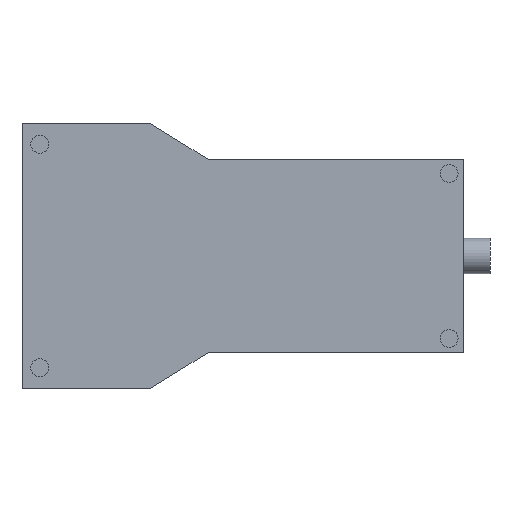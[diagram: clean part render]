
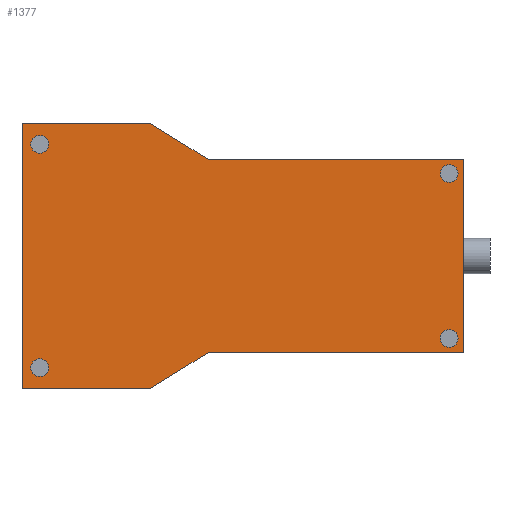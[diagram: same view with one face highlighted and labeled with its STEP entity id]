
A CAD part, front view. The second image highlights one B-rep face of the part: STEP entity #1377.
In plain terms, the highlighted planar face has unit normal (0, -1, 0).
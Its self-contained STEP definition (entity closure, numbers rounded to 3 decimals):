
#1174=CARTESIAN_POINT('',(249.0,0.0,20.5));
#1175=VERTEX_POINT('',#1174);
#1182=CARTESIAN_POINT('',(105.0,0.0,20.5));
#1183=VERTEX_POINT('',#1182);
#1184=CARTESIAN_POINT('',(249.0,0.0,20.5));
#1185=DIRECTION('',(-1.0,0.0,0.0));
#1186=VECTOR('',#1185,144.0);
#1187=LINE('',#1184,#1186);
#1188=EDGE_CURVE('',#1175,#1183,#1187,.T.);
#1204=CARTESIAN_POINT('',(249.0,0.,129.5));
#1205=VERTEX_POINT('',#1204);
#1212=CARTESIAN_POINT('',(249.0,0.,129.5));
#1213=DIRECTION('',(0.0,0.0,-1.0));
#1214=VECTOR('',#1213,109.0);
#1215=LINE('',#1212,#1214);
#1216=EDGE_CURVE('',#1205,#1175,#1215,.T.);
#1229=CARTESIAN_POINT('',(105.0,0.,129.5));
#1230=VERTEX_POINT('',#1229);
#1237=CARTESIAN_POINT('',(105.0,0.,129.5));
#1238=DIRECTION('',(1.0,0.0,0.0));
#1239=VECTOR('',#1238,144.0);
#1240=LINE('',#1237,#1239);
#1241=EDGE_CURVE('',#1230,#1205,#1240,.T.);
#1255=CARTESIAN_POINT('',(72.0,0.,150.0));
#1256=VERTEX_POINT('',#1255);
#1263=CARTESIAN_POINT('',(72.0,0.,150.0));
#1264=DIRECTION('',(0.849,0.,-0.528));
#1265=VECTOR('',#1264,38.849);
#1266=LINE('',#1263,#1265);
#1267=EDGE_CURVE('',#1256,#1230,#1266,.T.);
#1279=CARTESIAN_POINT('',(0.0,0.,150.0));
#1280=VERTEX_POINT('',#1279);
#1287=CARTESIAN_POINT('',(0.0,0.,150.0));
#1288=DIRECTION('',(1.0,0.0,0.0));
#1289=VECTOR('',#1288,72.0);
#1290=LINE('',#1287,#1289);
#1291=EDGE_CURVE('',#1280,#1256,#1290,.T.);
#1303=CARTESIAN_POINT('',(0.0,0.0,0.0));
#1304=VERTEX_POINT('',#1303);
#1311=CARTESIAN_POINT('',(0.0,0.0,0.0));
#1312=DIRECTION('',(0.0,0.0,1.0));
#1313=VECTOR('',#1312,150.0);
#1314=LINE('',#1311,#1313);
#1315=EDGE_CURVE('',#1304,#1280,#1314,.T.);
#1327=CARTESIAN_POINT('',(72.0,0.0,0.0));
#1328=VERTEX_POINT('',#1327);
#1335=CARTESIAN_POINT('',(72.0,0.0,0.0));
#1336=DIRECTION('',(-1.0,0.0,0.0));
#1337=VECTOR('',#1336,72.0);
#1338=LINE('',#1335,#1337);
#1339=EDGE_CURVE('',#1328,#1304,#1338,.T.);
#1352=CARTESIAN_POINT('',(105.0,0.0,20.5));
#1353=DIRECTION('',(-0.849,0.,-0.528));
#1354=VECTOR('',#1353,38.849);
#1355=LINE('',#1352,#1354);
#1356=EDGE_CURVE('',#1183,#1328,#1355,.T.);
#1362=CARTESIAN_POINT('',(117.312,0.,75.));
#1363=DIRECTION('',(0.0,1.0,0.0));
#1364=DIRECTION('',(0.0,0.0,1.0));
#1365=AXIS2_PLACEMENT_3D('',#1362,#1363,#1364);
#1366=PLANE('',#1365);
#1367=ORIENTED_EDGE('',*,*,#1356,.F.);
#1368=ORIENTED_EDGE('',*,*,#1188,.F.);
#1369=ORIENTED_EDGE('',*,*,#1216,.F.);
#1370=ORIENTED_EDGE('',*,*,#1241,.F.);
#1371=ORIENTED_EDGE('',*,*,#1267,.F.);
#1372=ORIENTED_EDGE('',*,*,#1291,.F.);
#1373=ORIENTED_EDGE('',*,*,#1315,.F.);
#1374=ORIENTED_EDGE('',*,*,#1339,.F.);
#1375=EDGE_LOOP('',(#1367,#1368,#1369,#1370,#1371,#1372,#1373,#1374));
#1376=FACE_OUTER_BOUND('',#1375,.T.);
#1377=ADVANCED_FACE('',(#1376),#1366,.F.);
